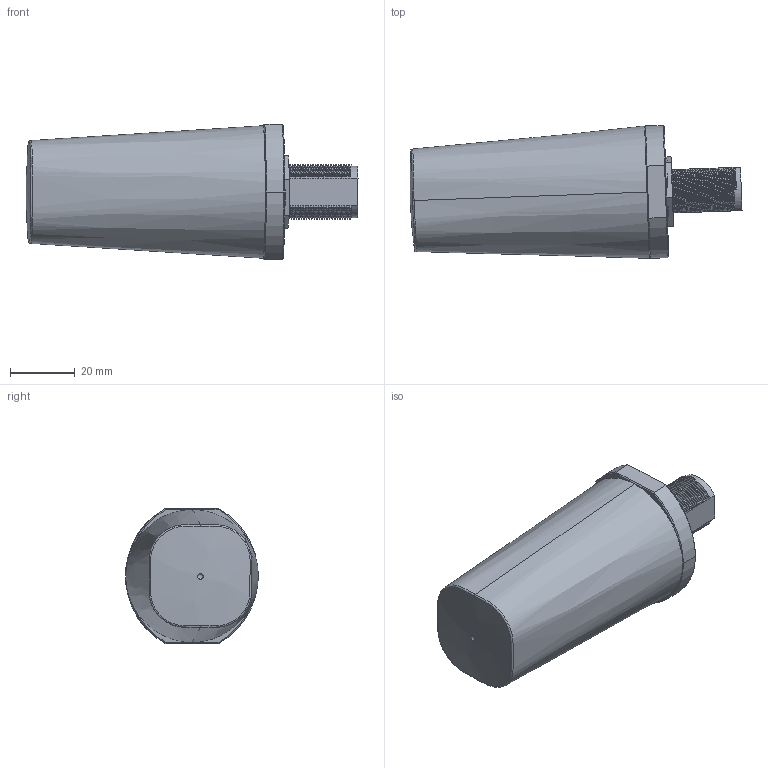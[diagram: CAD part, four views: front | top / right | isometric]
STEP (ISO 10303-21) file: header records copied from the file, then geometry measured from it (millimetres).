
FILE_DESCRIPTION (( 'STEP AP214' ), '1' );
FILE_NAME ('TLS.30.1F21_web.STEP', '2020-09-10T10:53:41', ( '' ), ( '' ), 'SwSTEP 2.0', 'SolidWorks 2018', '' );
FILE_SCHEMA (( 'AUTOMOTIVE_DESIGN' ));
Length unit declared in the file: millimetre
Products named in the file (6): O-Ring-4; Washer; Nut; TLS.30.1F21_web; O-Ring-2; Housing-21
Assembly tree (5 placements, depth 2):
  TLS.30.1F21_web
    Housing-21
    O-Ring-2
    O-Ring-4
    Nut
    Washer
Bounding box: 102.95 x 41.16 x 42.01 mm (x, y, z)
Volume: 93671 mm3; surface area: 16430.8 mm2
Topology: 5 solids, 8 shells, 444 faces, 1248 edges, 829 vertices
Faces by surface type: bspline 258, cylinder 105, plane 50, cone 19, torus 12
Entity records: 174951 total; most frequent: CARTESIAN_POINT 165038, ORIENTED_EDGE 2496, EDGE_CURVE 1248, DIRECTION 905, VERTEX_POINT 829, B_SPLINE_CURVE_WITH_KNOTS 533, EDGE_LOOP 465, FACE_OUTER_BOUND 444
